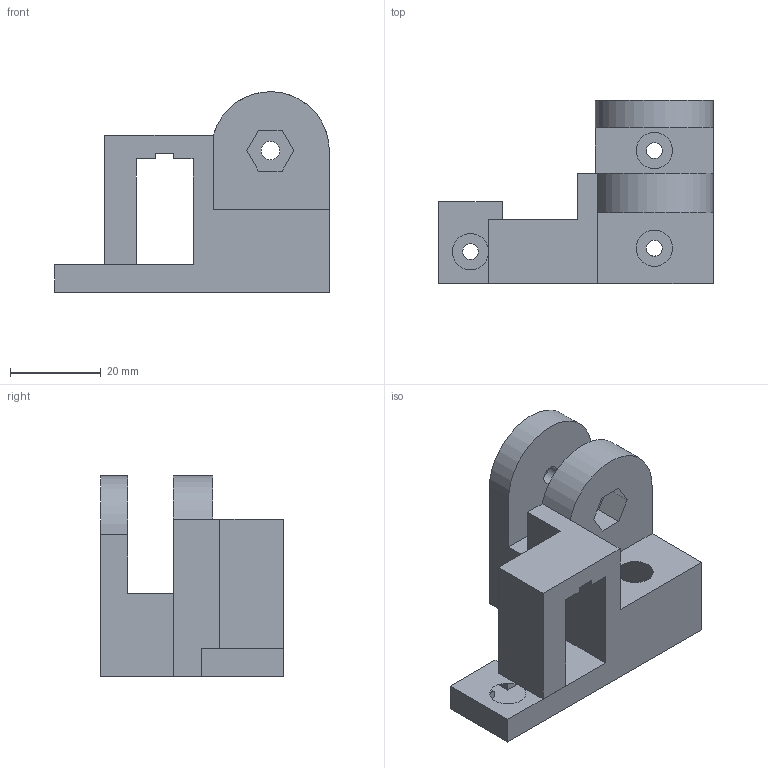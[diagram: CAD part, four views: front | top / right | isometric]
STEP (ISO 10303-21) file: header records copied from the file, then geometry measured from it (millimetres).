
FILE_DESCRIPTION(/* description */ (''),/* implementation_level */ '2;1');
FILE_NAME(/* name */ 'Servo and pawl mount.step',/* time_stamp */ '2018-11-08T23:20:39-05:00',/* author */ ('will.donaldson22'),/* organization */ (''),/* preprocessor_version */ 'ST-DEVELOPER v17.2',/* originating_system */ 'Autodesk Translation Framework v7.6.0.251',/* authorisation */ '');
FILE_SCHEMA (('AUTOMOTIVE_DESIGN { 1 0 10303 214 3 1 1 }'));
Length unit declared in the file: millimetre
Products named in the file (1): Servo and pawl mount
Bounding box: 60.55 x 40.3 x 44.24 mm (x, y, z)
Volume: 36861.4 mm3; surface area: 12419.1 mm2
Topology: 1 solids, 1 shells, 52 faces, 141 edges, 95 vertices
Faces by surface type: plane 38, cylinder 10, cone 4
Full cylindrical faces by diameter (mm): 1.8 x2, 2 x1, 3.5 x3, 4.1 x2
Entity records: 1701 total; most frequent: CARTESIAN_POINT 289, ORIENTED_EDGE 282, DIRECTION 279, EDGE_CURVE 141, LINE 109, VECTOR 109, VERTEX_POINT 95, AXIS2_PLACEMENT_3D 85
